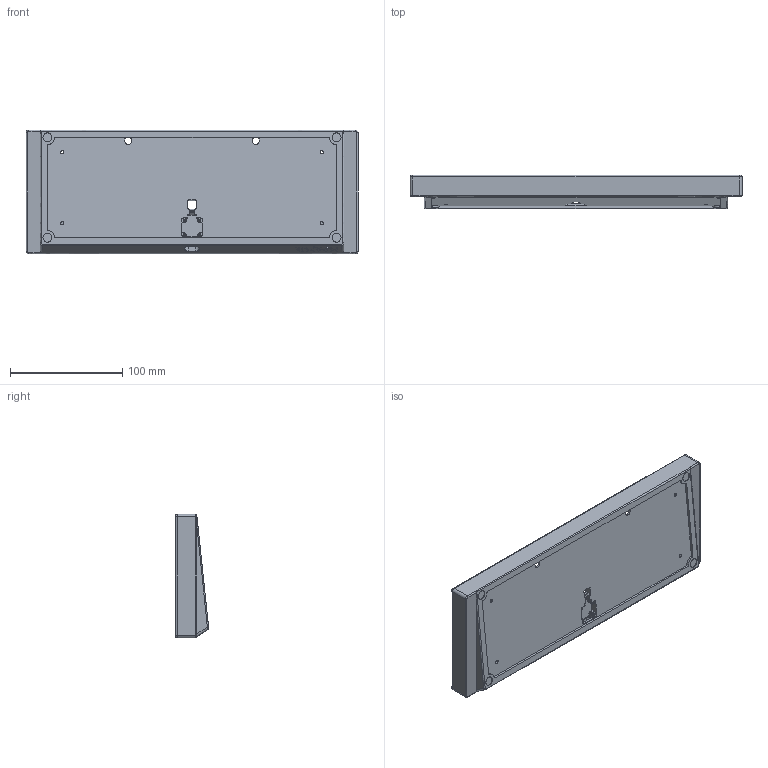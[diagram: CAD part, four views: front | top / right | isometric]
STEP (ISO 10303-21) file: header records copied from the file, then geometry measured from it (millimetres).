
FILE_DESCRIPTION(/* description */ (''),/* implementation_level */ '2;1');
FILE_NAME(/* name */ 'Case.step',/* time_stamp */ '2023-06-02T00:19:44-04:00',/* author */ (''),/* organization */ (''),/* preprocessor_version */ 'ST-DEVELOPER v19.2',/* originating_system */ 'Autodesk Translation Framework v12.6.0.85',/* authorisation */ '');
FILE_SCHEMA (('AUTOMOTIVE_DESIGN { 1 0 10303 214 3 1 1 }'));
Length unit declared in the file: millimetre
Products named in the file (1): (Unsaved)
Bounding box: 295.7 x 29.68 x 110.2 mm (x, y, z)
Volume: 245574.5 mm3; surface area: 98568.8 mm2
Topology: 1 solids, 1 shells, 561 faces, 1560 edges, 1022 vertices
Faces by surface type: cylinder 201, bspline 182, plane 172, cone 4, torus 2
Full cylindrical faces by diameter (mm): 1.567 x36, 2 x36, 2.93 x4, 8 x4
Entity records: 24577 total; most frequent: CARTESIAN_POINT 12023, ORIENTED_EDGE 3120, DIRECTION 2065, EDGE_CURVE 1560, VERTEX_POINT 1022, LINE 779, VECTOR 779, AXIS2_PLACEMENT_3D 643
